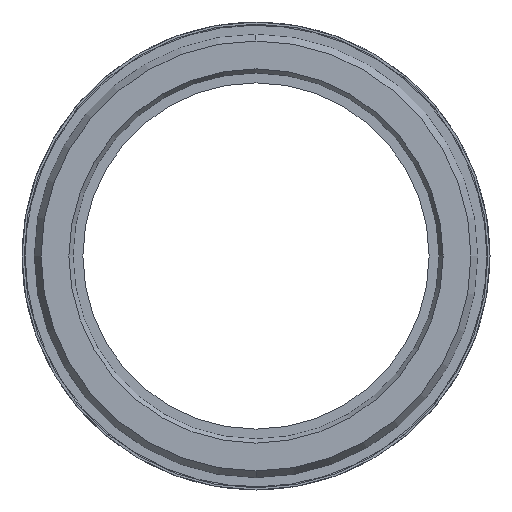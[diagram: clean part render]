
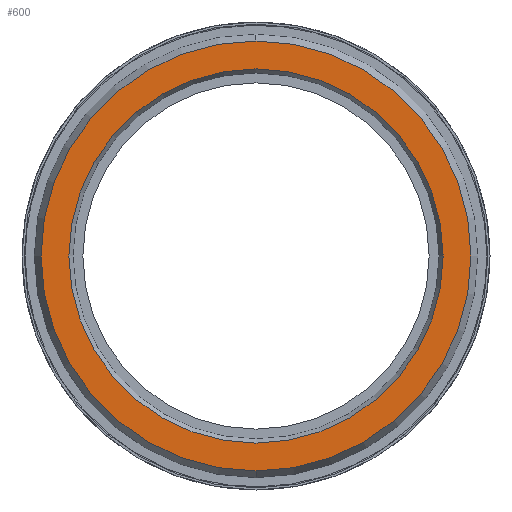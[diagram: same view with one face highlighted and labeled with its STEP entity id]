
A CAD part, left-side view. The second image highlights one B-rep face of the part: STEP entity #600.
In plain terms, the highlighted planar face has unit normal (-1, 0, 0).
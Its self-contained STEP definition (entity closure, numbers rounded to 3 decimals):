
#9 = DIRECTION ( 'NONE',  ( -1., 0., 0. ) ) ;
#94 = CARTESIAN_POINT ( 'NONE',  ( 0.615, 0., 0. ) ) ;
#105 = EDGE_LOOP ( 'NONE', ( #957, #197 ) ) ;
#116 = VERTEX_POINT ( 'NONE', #317 ) ;
#148 = CIRCLE ( 'NONE', #1018, 19.865 ) ;
#196 = VERTEX_POINT ( 'NONE', #380 ) ;
#197 = ORIENTED_EDGE ( 'NONE', *, *, #624, .T. ) ;
#214 = CARTESIAN_POINT ( 'NONE',  ( 0.615, 0., 0. ) ) ;
#219 = DIRECTION ( 'NONE',  ( 0., 0., 1. ) ) ;
#268 = EDGE_CURVE ( 'NONE', #116, #772, #148, .T. ) ;
#304 = EDGE_CURVE ( 'NONE', #764, #196, #413, .T. ) ;
#315 = DIRECTION ( 'NONE',  ( 0., 0., -1. ) ) ;
#317 = CARTESIAN_POINT ( 'NONE',  ( 0.615, 0., 19.865 ) ) ;
#332 = DIRECTION ( 'NONE',  ( 0., 0., 1. ) ) ;
#338 = DIRECTION ( 'NONE',  ( 1., 0., 0. ) ) ;
#366 = FACE_OUTER_BOUND ( 'NONE', #517, .T. ) ;
#380 = CARTESIAN_POINT ( 'NONE',  ( 0.615, 0., -17.291 ) ) ;
#413 = CIRCLE ( 'NONE', #1037, 17.291 ) ;
#481 = CARTESIAN_POINT ( 'NONE',  ( 0.615, 0., 18.578 ) ) ;
#517 = EDGE_LOOP ( 'NONE', ( #576, #637 ) ) ;
#576 = ORIENTED_EDGE ( 'NONE', *, *, #617, .T. ) ;
#600 = ADVANCED_FACE ( 'NONE', ( #709, #366 ), #715, .T. ) ;
#617 = EDGE_CURVE ( 'NONE', #772, #116, #915, .T. ) ;
#624 = EDGE_CURVE ( 'NONE', #196, #764, #634, .T. ) ;
#634 = CIRCLE ( 'NONE', #993, 17.291 ) ;
#637 = ORIENTED_EDGE ( 'NONE', *, *, #268, .T. ) ;
#687 = DIRECTION ( 'NONE',  ( 1., 0., 0. ) ) ;
#690 = DIRECTION ( 'NONE',  ( -1., 0., 0. ) ) ;
#708 = AXIS2_PLACEMENT_3D ( 'NONE', #481, #891, #727 ) ;
#709 = FACE_BOUND ( 'NONE', #105, .T. ) ;
#715 = PLANE ( 'NONE',  #708 ) ;
#727 = DIRECTION ( 'NONE',  ( 0., 0., 1. ) ) ;
#764 = VERTEX_POINT ( 'NONE', #786 ) ;
#766 = DIRECTION ( 'NONE',  ( 0., 0., -1. ) ) ;
#772 = VERTEX_POINT ( 'NONE', #952 ) ;
#786 = CARTESIAN_POINT ( 'NONE',  ( 0.615, 0., 17.291 ) ) ;
#853 = CARTESIAN_POINT ( 'NONE',  ( 0.615, 0., 0. ) ) ;
#880 = CARTESIAN_POINT ( 'NONE',  ( 0.615, 0., 0. ) ) ;
#881 = AXIS2_PLACEMENT_3D ( 'NONE', #214, #690, #766 ) ;
#891 = DIRECTION ( 'NONE',  ( -1., 0., 0. ) ) ;
#915 = CIRCLE ( 'NONE', #881, 19.865 ) ;
#952 = CARTESIAN_POINT ( 'NONE',  ( 0.615, 0., -19.865 ) ) ;
#957 = ORIENTED_EDGE ( 'NONE', *, *, #304, .T. ) ;
#993 = AXIS2_PLACEMENT_3D ( 'NONE', #853, #687, #219 ) ;
#1018 = AXIS2_PLACEMENT_3D ( 'NONE', #880, #9, #315 ) ;
#1037 = AXIS2_PLACEMENT_3D ( 'NONE', #94, #338, #332 ) ;
